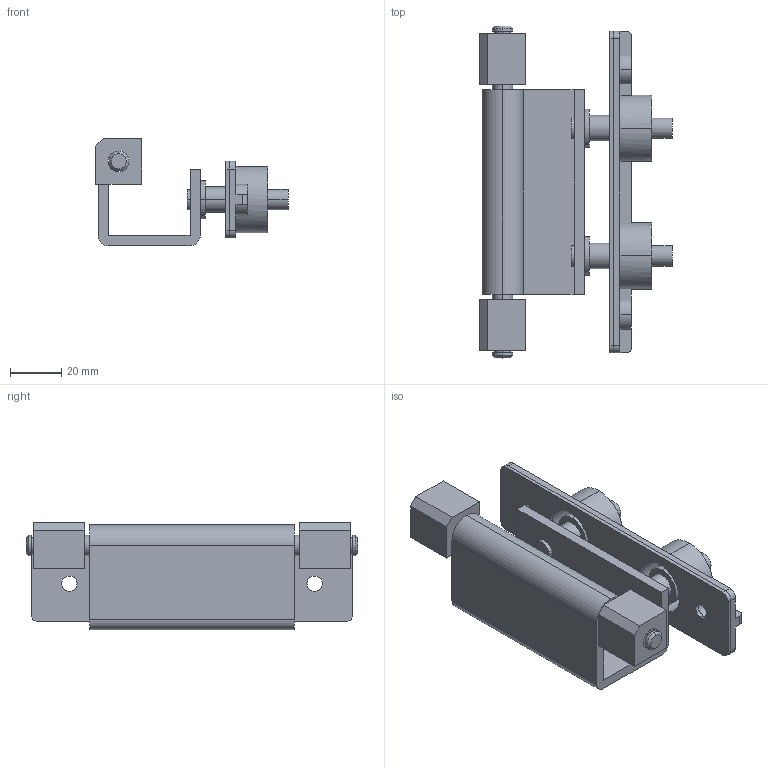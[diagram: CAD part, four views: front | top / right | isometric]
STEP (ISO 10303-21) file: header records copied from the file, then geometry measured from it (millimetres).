
FILE_DESCRIPTION (( 'STEP AP203' ), '1' );
FILE_NAME ('B-1564_.STEP', '2008-10-14T06:49:54', ( ' ' ), ( ' ' ), 'SwSTEP 2.0', 'SolidWorks 2007', '' );
FILE_SCHEMA (( 'CONFIG_CONTROL_DESIGN' ));
Length unit declared in the file: millimetre
Products named in the file (7): B-1564_; B-1564幉_棉太倌; B-1564塇崻_棉太倌; B-1564僷僢僉儞_棉太倌; B-1564憔昉_蹬怮椔; B-1564匯起蹬怮椔; B-1564儀乕僗__棉太倌
Assembly tree (8 placements, depth 2):
  B-1564_
    B-1564憔昉_蹬怮椔  x2
    B-1564幉_棉太倌
    B-1564匯起蹬怮椔  x2
    B-1564儀乕僗__棉太倌
    B-1564塇崻_棉太倌
    B-1564僷僢僉儞_棉太倌
Bounding box: 75.45 x 130 x 42 mm (x, y, z)
Volume: 83313.4 mm3; surface area: 54462.5 mm2
Topology: 8 solids, 8 shells, 163 faces, 395 edges, 262 vertices
Faces by surface type: cylinder 87, plane 72, cone 4
Entity records: 5107 total; most frequent: DIRECTION 820, CARTESIAN_POINT 734, ORIENTED_EDGE 700, EDGE_CURVE 350, AXIS2_PLACEMENT_3D 318, VERTEX_POINT 232, VECTOR 184, LINE 184
